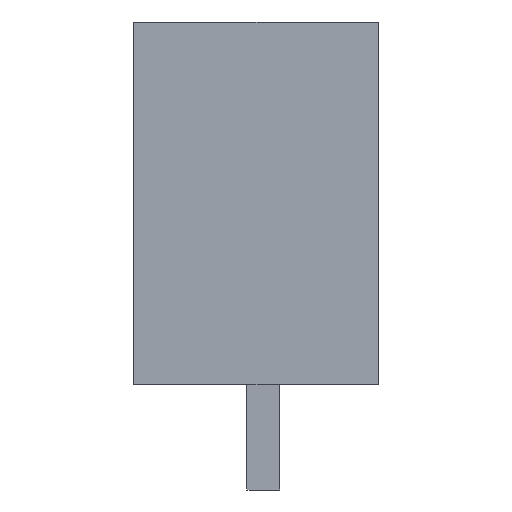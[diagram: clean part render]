
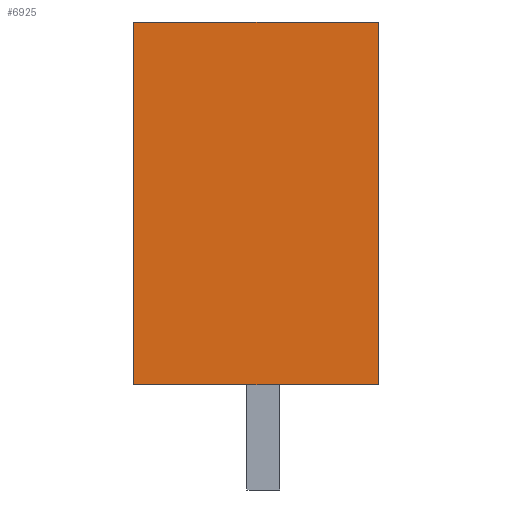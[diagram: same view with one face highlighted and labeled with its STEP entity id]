
A CAD part, left-side view. The second image highlights one B-rep face of the part: STEP entity #6925.
In plain terms, the highlighted planar face has unit normal (-1, 0, 0).
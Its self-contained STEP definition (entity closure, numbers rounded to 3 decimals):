
#6905=AXIS2_PLACEMENT_3D('Plane Axis2P3D',#6902,#6903,#6904) ;
#275=CARTESIAN_POINT('Vertex',(0.,7.45,3.2)) ;
#278=CARTESIAN_POINT('Line Origine',(0.,7.45,8.725)) ;
#282=CARTESIAN_POINT('Vertex',(0.,7.45,14.25)) ;
#6886=CARTESIAN_POINT('Vertex',(0.,0.,3.2)) ;
#6889=CARTESIAN_POINT('Line Origine',(0.,3.725,3.2)) ;
#6902=CARTESIAN_POINT('Axis2P3D Location',(0.,7.45,1.8)) ;
#6907=CARTESIAN_POINT('Line Origine',(0.,0.,8.725)) ;
#6911=CARTESIAN_POINT('Vertex',(0.,0.,14.25)) ;
#6914=CARTESIAN_POINT('Line Origine',(0.,3.725,14.25)) ;
#279=DIRECTION('Vector Direction',(0.,0.,-1.)) ;
#6890=DIRECTION('Vector Direction',(0.,-1.,0.)) ;
#6903=DIRECTION('Axis2P3D Direction',(1.,0.,-0.)) ;
#6904=DIRECTION('Axis2P3D XDirection',(0.,0.,1.)) ;
#6908=DIRECTION('Vector Direction',(0.,0.,1.)) ;
#6915=DIRECTION('Vector Direction',(0.,1.,0.)) ;
#280=VECTOR('Line Direction',#279,1.) ;
#6891=VECTOR('Line Direction',#6890,1.) ;
#6909=VECTOR('Line Direction',#6908,1.) ;
#6916=VECTOR('Line Direction',#6915,1.) ;
#6920=ORIENTED_EDGE('',*,*,#6893,.F.) ;
#6921=ORIENTED_EDGE('',*,*,#6913,.F.) ;
#6922=ORIENTED_EDGE('',*,*,#6918,.F.) ;
#6923=ORIENTED_EDGE('',*,*,#284,.F.) ;
#6925=ADVANCED_FACE('HOUSING',(#6924),#6906,.F.) ;
#284=EDGE_CURVE('',#276,#283,#281,.F.) ;
#6893=EDGE_CURVE('',#6887,#276,#6892,.F.) ;
#6913=EDGE_CURVE('',#6912,#6887,#6910,.F.) ;
#6918=EDGE_CURVE('',#283,#6912,#6917,.F.) ;
#6919=EDGE_LOOP('',(#6920,#6921,#6922,#6923)) ;
#6924=FACE_OUTER_BOUND('',#6919,.T.) ;
#281=LINE('Line',#278,#280) ;
#6892=LINE('Line',#6889,#6891) ;
#6910=LINE('Line',#6907,#6909) ;
#6917=LINE('Line',#6914,#6916) ;
#6906=PLANE('',#6905) ;
#276=VERTEX_POINT('',#275) ;
#283=VERTEX_POINT('',#282) ;
#6887=VERTEX_POINT('',#6886) ;
#6912=VERTEX_POINT('',#6911) ;
